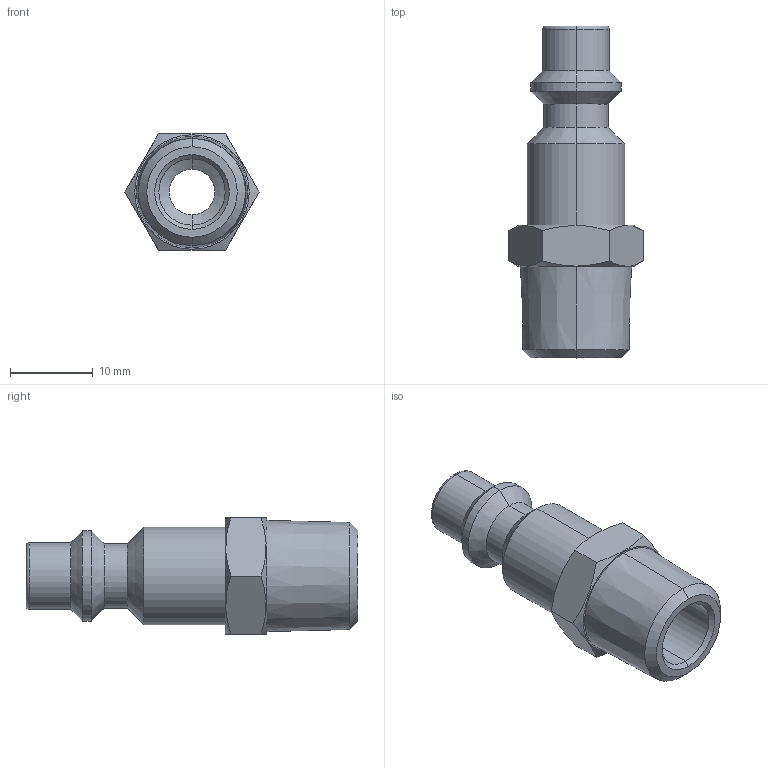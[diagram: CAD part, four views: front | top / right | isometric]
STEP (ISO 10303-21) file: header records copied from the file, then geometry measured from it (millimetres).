
FILE_DESCRIPTION (( 'STEP AP203' ), '1' );
FILE_NAME ('07421002.STEP', '2011-07-29T14:40:30', ( 'SP' ), ( 'sopra-pneumatic' ), 'SwSTEP 2.0', 'SolidWorks 2011', '' );
FILE_SCHEMA (( 'CONFIG_CONTROL_DESIGN' ));
Length unit declared in the file: millimetre
Products named in the file (1): 07421002
Bounding box: 16.17 x 40 x 14 mm (x, y, z)
Volume: 2905 mm3; surface area: 2468.6 mm2
Topology: 1 solids, 1 shells, 42 faces, 92 edges, 54 vertices
Faces by surface type: cone 18, cylinder 12, plane 10, torus 2
Entity records: 1317 total; most frequent: CARTESIAN_POINT 317, DIRECTION 202, ORIENTED_EDGE 184, EDGE_CURVE 92, AXIS2_PLACEMENT_3D 83, VERTEX_POINT 54, EDGE_LOOP 46, FACE_OUTER_BOUND 42
